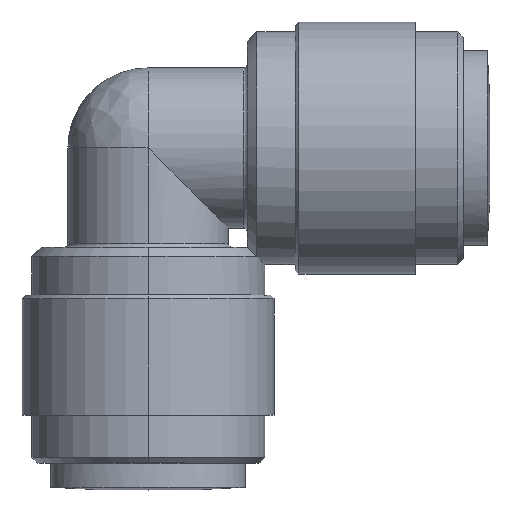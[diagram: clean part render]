
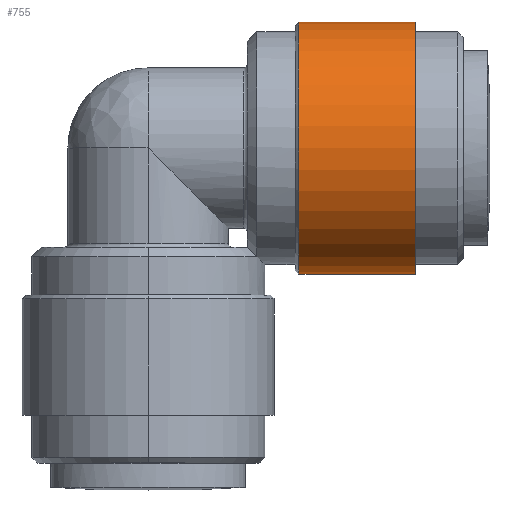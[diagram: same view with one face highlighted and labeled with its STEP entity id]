
A CAD part, top view. The second image highlights one B-rep face of the part: STEP entity #755.
In plain terms, the highlighted cylindrical face has radius 6.6 mm (diameter 13.2 mm), a partial arc.
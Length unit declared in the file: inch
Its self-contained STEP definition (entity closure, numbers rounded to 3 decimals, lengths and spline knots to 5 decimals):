
#3 = EDGE_LOOP ( 'NONE', ( #180, #3358, #2712, #1108 ) ) ;
#100 = CARTESIAN_POINT ( 'NONE',  ( 0.55118, -0.25984, 0. ) ) ;
#180 = ORIENTED_EDGE ( 'NONE', *, *, #2077, .F. ) ;
#198 = CARTESIAN_POINT ( 'NONE',  ( 0.31102, 0., 0. ) ) ;
#229 = DIRECTION ( 'NONE',  ( 0., 1., 0. ) ) ;
#457 = DIRECTION ( 'NONE',  ( 0., 1., 0. ) ) ;
#562 = VERTEX_POINT ( 'NONE', #100 ) ;
#612 = DIRECTION ( 'NONE',  ( 1., 0., 0. ) ) ;
#640 = CARTESIAN_POINT ( 'NONE',  ( 0.55118, 0.25984, 0. ) ) ;
#691 = VERTEX_POINT ( 'NONE', #703 ) ;
#703 = CARTESIAN_POINT ( 'NONE',  ( 0.31102, 0.25984, 0. ) ) ;
#738 = VECTOR ( 'NONE', #612, 39.37008 ) ;
#755 = ADVANCED_FACE ( 'NONE', ( #784 ), #1397, .T. ) ;
#784 = FACE_OUTER_BOUND ( 'NONE', #3, .T. ) ;
#894 = CIRCLE ( 'NONE', #2615, 0.25984 ) ;
#1108 = ORIENTED_EDGE ( 'NONE', *, *, #1719, .F. ) ;
#1240 = CARTESIAN_POINT ( 'NONE',  ( 0.55118, 0., 0. ) ) ;
#1397 = CYLINDRICAL_SURFACE ( 'NONE', #3282, 0.25984 ) ;
#1455 = AXIS2_PLACEMENT_3D ( 'NONE', #1240, #3083, #1518 ) ;
#1483 = CIRCLE ( 'NONE', #1455, 0.25984 ) ;
#1518 = DIRECTION ( 'NONE',  ( 0., 1., 0. ) ) ;
#1719 = EDGE_CURVE ( 'NONE', #691, #3297, #2876, .T. ) ;
#1788 = EDGE_CURVE ( 'NONE', #562, #3297, #1483, .T. ) ;
#2028 = DIRECTION ( 'NONE',  ( -1., 0., 0. ) ) ;
#2061 = DIRECTION ( 'NONE',  ( 1., 0., 0. ) ) ;
#2077 = EDGE_CURVE ( 'NONE', #2568, #691, #894, .T. ) ;
#2170 = VECTOR ( 'NONE', #2788, 39.37008 ) ;
#2178 = CARTESIAN_POINT ( 'NONE',  ( 0.4311, -0.25984, 0. ) ) ;
#2351 = EDGE_CURVE ( 'NONE', #2568, #562, #2663, .T. ) ;
#2523 = CARTESIAN_POINT ( 'NONE',  ( 0.4311, 0.25984, 0. ) ) ;
#2568 = VERTEX_POINT ( 'NONE', #3020 ) ;
#2615 = AXIS2_PLACEMENT_3D ( 'NONE', #198, #2028, #457 ) ;
#2663 = LINE ( 'NONE', #2178, #738 ) ;
#2712 = ORIENTED_EDGE ( 'NONE', *, *, #1788, .T. ) ;
#2788 = DIRECTION ( 'NONE',  ( 1., 0., 0. ) ) ;
#2876 = LINE ( 'NONE', #2523, #2170 ) ;
#3020 = CARTESIAN_POINT ( 'NONE',  ( 0.31102, -0.25984, 0. ) ) ;
#3083 = DIRECTION ( 'NONE',  ( -1., 0., 0. ) ) ;
#3089 = CARTESIAN_POINT ( 'NONE',  ( 0.4311, 0., 0. ) ) ;
#3282 = AXIS2_PLACEMENT_3D ( 'NONE', #3089, #2061, #229 ) ;
#3297 = VERTEX_POINT ( 'NONE', #640 ) ;
#3358 = ORIENTED_EDGE ( 'NONE', *, *, #2351, .T. ) ;
